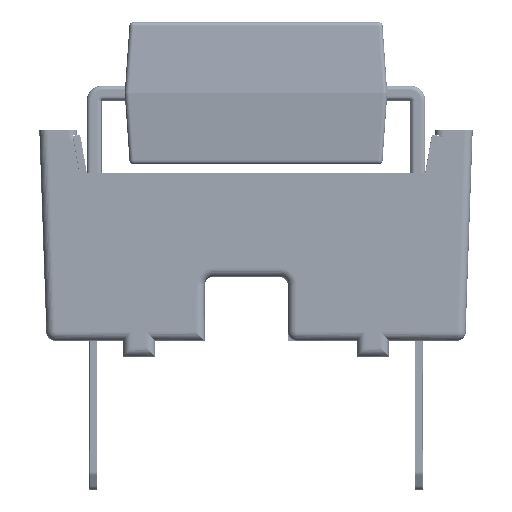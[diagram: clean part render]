
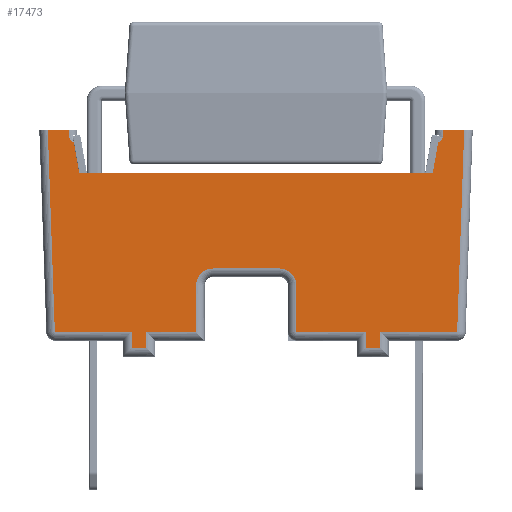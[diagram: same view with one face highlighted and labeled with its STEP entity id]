
A CAD part, front view. The second image highlights one B-rep face of the part: STEP entity #17473.
In plain terms, the highlighted face is planar.
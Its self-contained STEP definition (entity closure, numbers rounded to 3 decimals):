
#801=PLANE('',#18740);
#1567=LINE('',#28287,#3426);
#1573=LINE('',#28325,#3432);
#1577=LINE('',#28344,#3436);
#1581=LINE('',#28379,#3440);
#1594=LINE('',#28474,#3453);
#1595=LINE('',#28478,#3454);
#1597=LINE('',#28499,#3456);
#1601=LINE('',#28531,#3460);
#1605=LINE('',#28545,#3464);
#1610=LINE('',#28571,#3469);
#1613=LINE('',#28577,#3472);
#1617=LINE('',#28586,#3476);
#1621=LINE('',#28597,#3480);
#1626=LINE('',#28604,#3485);
#1631=LINE('',#28620,#3490);
#1643=LINE('',#28664,#3502);
#1645=LINE('',#28670,#3504);
#1647=LINE('',#28675,#3506);
#1651=LINE('',#28681,#3510);
#1659=LINE('',#28700,#3518);
#1660=LINE('',#28702,#3519);
#1661=LINE('',#28703,#3520);
#3426=VECTOR('',#20848,10.);
#3432=VECTOR('',#20868,10.);
#3436=VECTOR('',#20884,10.);
#3440=VECTOR('',#20900,10.);
#3453=VECTOR('',#20963,10.);
#3454=VECTOR('',#20968,10.);
#3456=VECTOR('',#20992,10.);
#3460=VECTOR('',#21024,10.);
#3464=VECTOR('',#21038,10.);
#3469=VECTOR('',#21067,10.);
#3472=VECTOR('',#21074,10.);
#3476=VECTOR('',#21084,10.);
#3480=VECTOR('',#21096,10.);
#3485=VECTOR('',#21105,10.);
#3490=VECTOR('',#21116,10.);
#3502=VECTOR('',#21148,10.);
#3504=VECTOR('',#21154,10.);
#3506=VECTOR('',#21160,10.);
#3510=VECTOR('',#21168,10.);
#3518=VECTOR('',#21188,10.);
#3519=VECTOR('',#21189,10.);
#3520=VECTOR('',#21190,10.);
#5293=FACE_OUTER_BOUND('',#6264,.T.);
#6264=EDGE_LOOP('',(#13421,#13422,#13423,#13424,#13425,#13426,#13427,#13428,
#13429,#13430,#13431,#13432,#13433,#13434,#13435,#13436,#13437,#13438,#13439,
#13440,#13441,#13442,#13443,#13444,#13445,#13446));
#7102=CIRCLE('',#18619,0.2);
#7108=CIRCLE('',#18631,0.2);
#7127=CIRCLE('',#18671,0.4);
#7133=CIRCLE('',#18680,0.4);
#7949=VERTEX_POINT('',#28284);
#7950=VERTEX_POINT('',#28286);
#7953=VERTEX_POINT('',#28302);
#7957=VERTEX_POINT('',#28324);
#7965=VERTEX_POINT('',#28341);
#7966=VERTEX_POINT('',#28343);
#7967=VERTEX_POINT('',#28355);
#7973=VERTEX_POINT('',#28377);
#7990=VERTEX_POINT('',#28464);
#7994=VERTEX_POINT('',#28473);
#7995=VERTEX_POINT('',#28477);
#7997=VERTEX_POINT('',#28483);
#8002=VERTEX_POINT('',#28493);
#8003=VERTEX_POINT('',#28495);
#8008=VERTEX_POINT('',#28511);
#8009=VERTEX_POINT('',#28512);
#8016=VERTEX_POINT('',#28529);
#8017=VERTEX_POINT('',#28530);
#8022=VERTEX_POINT('',#28544);
#8029=VERTEX_POINT('',#28563);
#8032=VERTEX_POINT('',#28576);
#8034=VERTEX_POINT('',#28585);
#8051=VERTEX_POINT('',#28663);
#8053=VERTEX_POINT('',#28669);
#8059=VERTEX_POINT('',#28699);
#8060=VERTEX_POINT('',#28701);
#9875=EDGE_CURVE('',#7949,#7950,#1567,.T.);
#9880=EDGE_CURVE('',#7953,#7949,#7102,.T.);
#9886=EDGE_CURVE('',#7950,#7957,#1573,.T.);
#9895=EDGE_CURVE('',#7965,#7966,#1577,.T.);
#9898=EDGE_CURVE('',#7966,#7967,#7108,.T.);
#9905=EDGE_CURVE('',#7973,#7965,#1581,.T.);
#9935=EDGE_CURVE('',#7990,#7994,#1594,.T.);
#9937=EDGE_CURVE('',#7994,#7995,#1595,.T.);
#9945=EDGE_CURVE('',#8002,#8003,#7127,.T.);
#9947=EDGE_CURVE('',#7997,#8002,#1597,.T.);
#9953=EDGE_CURVE('',#8008,#8009,#7133,.T.);
#9961=EDGE_CURVE('',#8016,#8017,#1601,.T.);
#9968=EDGE_CURVE('',#8017,#8022,#1605,.T.);
#9981=EDGE_CURVE('',#8029,#7973,#1610,.T.);
#9984=EDGE_CURVE('',#8032,#8029,#1613,.T.);
#9989=EDGE_CURVE('',#8034,#8032,#1617,.T.);
#9995=EDGE_CURVE('',#8022,#8034,#1621,.T.);
#10000=EDGE_CURVE('',#8009,#8016,#1626,.T.);
#10006=EDGE_CURVE('',#8003,#8008,#1631,.T.);
#10024=EDGE_CURVE('',#8051,#7997,#1643,.T.);
#10027=EDGE_CURVE('',#8053,#8051,#1645,.T.);
#10030=EDGE_CURVE('',#7995,#8053,#1647,.T.);
#10034=EDGE_CURVE('',#7957,#7990,#1651,.T.);
#10044=EDGE_CURVE('',#8059,#7953,#1659,.T.);
#10045=EDGE_CURVE('',#8059,#8060,#1660,.T.);
#10046=EDGE_CURVE('',#7967,#8060,#1661,.T.);
#13421=ORIENTED_EDGE('',*,*,#9880,.F.);
#13422=ORIENTED_EDGE('',*,*,#10044,.F.);
#13423=ORIENTED_EDGE('',*,*,#10045,.T.);
#13424=ORIENTED_EDGE('',*,*,#10046,.F.);
#13425=ORIENTED_EDGE('',*,*,#9898,.F.);
#13426=ORIENTED_EDGE('',*,*,#9895,.F.);
#13427=ORIENTED_EDGE('',*,*,#9905,.F.);
#13428=ORIENTED_EDGE('',*,*,#9981,.F.);
#13429=ORIENTED_EDGE('',*,*,#9984,.F.);
#13430=ORIENTED_EDGE('',*,*,#9989,.F.);
#13431=ORIENTED_EDGE('',*,*,#9995,.F.);
#13432=ORIENTED_EDGE('',*,*,#9968,.F.);
#13433=ORIENTED_EDGE('',*,*,#9961,.F.);
#13434=ORIENTED_EDGE('',*,*,#10000,.F.);
#13435=ORIENTED_EDGE('',*,*,#9953,.F.);
#13436=ORIENTED_EDGE('',*,*,#10006,.F.);
#13437=ORIENTED_EDGE('',*,*,#9945,.F.);
#13438=ORIENTED_EDGE('',*,*,#9947,.F.);
#13439=ORIENTED_EDGE('',*,*,#10024,.F.);
#13440=ORIENTED_EDGE('',*,*,#10027,.F.);
#13441=ORIENTED_EDGE('',*,*,#10030,.F.);
#13442=ORIENTED_EDGE('',*,*,#9937,.F.);
#13443=ORIENTED_EDGE('',*,*,#9935,.F.);
#13444=ORIENTED_EDGE('',*,*,#10034,.F.);
#13445=ORIENTED_EDGE('',*,*,#9886,.F.);
#13446=ORIENTED_EDGE('',*,*,#9875,.F.);
#17473=ADVANCED_FACE('',(#5293),#801,.T.);
#18619=AXIS2_PLACEMENT_3D('',#28312,#20854,#20855);
#18631=AXIS2_PLACEMENT_3D('',#28365,#20887,#20888);
#18671=AXIS2_PLACEMENT_3D('',#28496,#20986,#20987);
#18680=AXIS2_PLACEMENT_3D('',#28513,#21006,#21007);
#18740=AXIS2_PLACEMENT_3D('',#28698,#21186,#21187);
#20848=DIRECTION('',(0.,0.,1.));
#20854=DIRECTION('center_axis',(1.,0.,0.));
#20855=DIRECTION('ref_axis',(0.,-1.,0.));
#20868=DIRECTION('',(0.,1.,0.));
#20884=DIRECTION('',(0.,0.,-1.));
#20887=DIRECTION('center_axis',(1.,0.,0.));
#20888=DIRECTION('ref_axis',(0.,1.,0.));
#20900=DIRECTION('',(0.,1.,0.));
#20963=DIRECTION('',(0.,-1.,0.));
#20968=DIRECTION('',(0.,0.,-1.));
#20986=DIRECTION('center_axis',(1.,0.,0.));
#20987=DIRECTION('ref_axis',(0.,0.707,0.707));
#20992=DIRECTION('',(0.,0.,1.));
#21006=DIRECTION('center_axis',(1.,0.,0.));
#21007=DIRECTION('ref_axis',(0.,-0.707,0.707));
#21024=DIRECTION('',(0.,-1.,0.));
#21038=DIRECTION('',(0.,0.,-1.));
#21067=DIRECTION('',(0.,-0.035,0.999));
#21074=DIRECTION('',(0.,-1.,0.));
#21084=DIRECTION('',(0.,0.,1.));
#21096=DIRECTION('',(0.,-1.,0.));
#21105=DIRECTION('',(0.,0.,-1.));
#21116=DIRECTION('',(0.,-1.,0.));
#21148=DIRECTION('',(0.,-1.,0.));
#21154=DIRECTION('',(0.,0.,1.));
#21160=DIRECTION('',(0.,-1.,0.));
#21168=DIRECTION('',(0.,-0.035,-0.999));
#21186=DIRECTION('center_axis',(1.,0.,0.));
#21187=DIRECTION('ref_axis',(0.,1.,0.));
#21188=DIRECTION('',(0.,0.174,0.985));
#21189=DIRECTION('',(0.,-1.,0.));
#21190=DIRECTION('',(0.,0.174,-0.985));
#28284=CARTESIAN_POINT('',(27.4,11.508,4.85));
#28286=CARTESIAN_POINT('',(27.4,11.508,4.95));
#28287=CARTESIAN_POINT('',(27.4,11.508,2.475));
#28302=CARTESIAN_POINT('',(27.4,11.388,4.667));
#28312=CARTESIAN_POINT('Origin',(27.4,11.308,4.85));
#28324=CARTESIAN_POINT('',(27.4,12.,4.95));
#28325=CARTESIAN_POINT('',(27.4,12.2,4.95));
#28341=CARTESIAN_POINT('',(27.4,2.692,4.95));
#28343=CARTESIAN_POINT('',(27.4,2.692,4.85));
#28344=CARTESIAN_POINT('',(27.4,2.692,2.475));
#28355=CARTESIAN_POINT('',(27.4,2.812,4.667));
#28365=CARTESIAN_POINT('Origin',(27.4,2.892,4.85));
#28377=CARTESIAN_POINT('',(27.4,2.2,4.95));
#28379=CARTESIAN_POINT('',(27.4,2.762,4.95));
#28464=CARTESIAN_POINT('',(27.4,11.834,0.2));
#28473=CARTESIAN_POINT('',(27.4,10.027,0.2));
#28474=CARTESIAN_POINT('',(27.4,4.55,0.2));
#28477=CARTESIAN_POINT('',(27.4,10.027,-0.18));
#28478=CARTESIAN_POINT('',(27.4,10.027,0.));
#28483=CARTESIAN_POINT('',(27.4,8.05,0.2));
#28493=CARTESIAN_POINT('',(27.4,8.05,1.3));
#28495=CARTESIAN_POINT('',(27.4,7.65,1.7));
#28496=CARTESIAN_POINT('Origin',(27.4,7.65,1.3));
#28499=CARTESIAN_POINT('',(27.4,8.05,0.75));
#28511=CARTESIAN_POINT('',(27.4,6.09,1.7));
#28512=CARTESIAN_POINT('',(27.4,5.69,1.3));
#28513=CARTESIAN_POINT('Origin',(27.4,6.09,1.3));
#28529=CARTESIAN_POINT('',(27.4,5.69,0.2));
#28530=CARTESIAN_POINT('',(27.4,4.523,0.2));
#28531=CARTESIAN_POINT('',(27.4,4.55,0.2));
#28544=CARTESIAN_POINT('',(27.4,4.523,-0.18));
#28545=CARTESIAN_POINT('',(27.4,4.523,0.));
#28563=CARTESIAN_POINT('',(27.4,2.366,0.2));
#28571=CARTESIAN_POINT('',(27.4,2.329,1.247));
#28576=CARTESIAN_POINT('',(27.4,4.173,0.2));
#28577=CARTESIAN_POINT('',(27.4,4.55,0.2));
#28585=CARTESIAN_POINT('',(27.4,4.173,-0.18));
#28586=CARTESIAN_POINT('',(27.4,4.173,0.));
#28597=CARTESIAN_POINT('',(27.4,3.174,-0.18));
#28604=CARTESIAN_POINT('',(27.4,5.69,2.475));
#28620=CARTESIAN_POINT('',(27.4,4.55,1.7));
#28663=CARTESIAN_POINT('',(27.4,9.677,0.2));
#28664=CARTESIAN_POINT('',(27.4,4.55,0.2));
#28669=CARTESIAN_POINT('',(27.4,9.677,-0.18));
#28670=CARTESIAN_POINT('',(27.4,9.677,0.));
#28675=CARTESIAN_POINT('',(27.4,5.926,-0.18));
#28681=CARTESIAN_POINT('',(27.4,11.864,1.07));
#28698=CARTESIAN_POINT('Origin',(27.4,2.,0.));
#28699=CARTESIAN_POINT('',(27.4,11.262,3.95));
#28700=CARTESIAN_POINT('',(27.4,10.828,1.493));
#28701=CARTESIAN_POINT('',(27.4,2.939,3.95));
#28702=CARTESIAN_POINT('',(27.4,4.55,3.95));
#28703=CARTESIAN_POINT('',(27.4,3.218,2.365));
